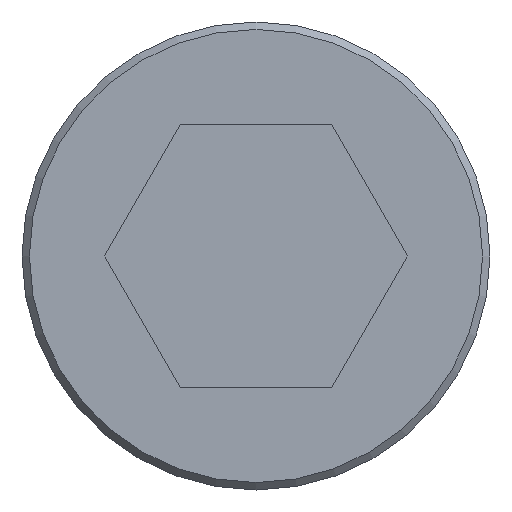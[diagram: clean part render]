
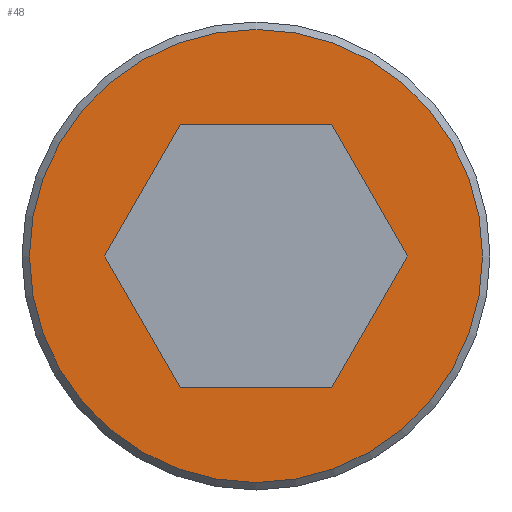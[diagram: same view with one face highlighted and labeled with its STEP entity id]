
A CAD part, left-side view. The second image highlights one B-rep face of the part: STEP entity #48.
In plain terms, the highlighted planar face has unit normal (-1, 0, 0).
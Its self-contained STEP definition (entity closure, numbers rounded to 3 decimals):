
#48 = ADVANCED_FACE( '', ( #97, #98 ), #99, .F. );
#97 = FACE_OUTER_BOUND( '', #144, .T. );
#98 = FACE_BOUND( '', #145, .T. );
#99 = PLANE( '', #146 );
#144 = EDGE_LOOP( '', ( #208 ) );
#145 = EDGE_LOOP( '', ( #209, #210, #211, #212, #213, #214 ) );
#146 = AXIS2_PLACEMENT_3D( '', #215, #216, #217 );
#208 = ORIENTED_EDGE( '', *, *, #277, .F. );
#209 = ORIENTED_EDGE( '', *, *, #274, .T. );
#210 = ORIENTED_EDGE( '', *, *, #270, .T. );
#211 = ORIENTED_EDGE( '', *, *, #278, .T. );
#212 = ORIENTED_EDGE( '', *, *, #279, .T. );
#213 = ORIENTED_EDGE( '', *, *, #280, .T. );
#214 = ORIENTED_EDGE( '', *, *, #281, .T. );
#215 = CARTESIAN_POINT( '', ( 0., 0., 0. ) );
#216 = DIRECTION( '', ( 1., 0., 0. ) );
#217 = DIRECTION( '', ( 0., 0., -1. ) );
#270 = EDGE_CURVE( '', #313, #314, #315, .T. );
#274 = EDGE_CURVE( '', #319, #313, #320, .T. );
#277 = EDGE_CURVE( '', #323, #323, #324, .T. );
#278 = EDGE_CURVE( '', #314, #325, #326, .T. );
#279 = EDGE_CURVE( '', #325, #327, #328, .T. );
#280 = EDGE_CURVE( '', #327, #329, #330, .T. );
#281 = EDGE_CURVE( '', #329, #319, #331, .T. );
#313 = VERTEX_POINT( '', #369 );
#314 = VERTEX_POINT( '', #370 );
#315 = LINE( '', #371, #372 );
#319 = VERTEX_POINT( '', #378 );
#320 = LINE( '', #379, #380 );
#323 = VERTEX_POINT( '', #384 );
#324 = CIRCLE( '', #385, 14.689 );
#325 = VERTEX_POINT( '', #386 );
#326 = LINE( '', #387, #388 );
#327 = VERTEX_POINT( '', #389 );
#328 = LINE( '', #390, #391 );
#329 = VERTEX_POINT( '', #392 );
#330 = LINE( '', #393, #394 );
#331 = LINE( '', #395, #396 );
#369 = CARTESIAN_POINT( '', ( 0., -4.907, 8.5 ) );
#370 = CARTESIAN_POINT( '', ( 0., -9.815, 0. ) );
#371 = CARTESIAN_POINT( '', ( 0., -4.907, 8.5 ) );
#372 = VECTOR( '', #423, 1000. );
#378 = CARTESIAN_POINT( '', ( 0., 4.907, 8.5 ) );
#379 = CARTESIAN_POINT( '', ( 0., 4.907, 8.5 ) );
#380 = VECTOR( '', #426, 1000. );
#384 = CARTESIAN_POINT( '', ( 0., 0., -14.689 ) );
#385 = AXIS2_PLACEMENT_3D( '', #428, #429, #430 );
#386 = CARTESIAN_POINT( '', ( 0., -4.907, -8.5 ) );
#387 = CARTESIAN_POINT( '', ( 0., -9.815, 0. ) );
#388 = VECTOR( '', #431, 1000. );
#389 = CARTESIAN_POINT( '', ( 0., 4.907, -8.5 ) );
#390 = CARTESIAN_POINT( '', ( 0., -4.907, -8.5 ) );
#391 = VECTOR( '', #432, 1000. );
#392 = CARTESIAN_POINT( '', ( 0., 9.815, 0. ) );
#393 = CARTESIAN_POINT( '', ( 0., 4.907, -8.5 ) );
#394 = VECTOR( '', #433, 1000. );
#395 = CARTESIAN_POINT( '', ( 0., 9.815, 0. ) );
#396 = VECTOR( '', #434, 1000. );
#423 = DIRECTION( '', ( 0., -0.5, -0.866 ) );
#426 = DIRECTION( '', ( 0., -1., 0. ) );
#428 = CARTESIAN_POINT( '', ( 0., 0., 0. ) );
#429 = DIRECTION( '', ( 1., 0., 0. ) );
#430 = DIRECTION( '', ( 0., 0., -1. ) );
#431 = DIRECTION( '', ( 0., 0.5, -0.866 ) );
#432 = DIRECTION( '', ( 0., 1., 0. ) );
#433 = DIRECTION( '', ( 0., 0.5, 0.866 ) );
#434 = DIRECTION( '', ( 0., -0.5, 0.866 ) );
